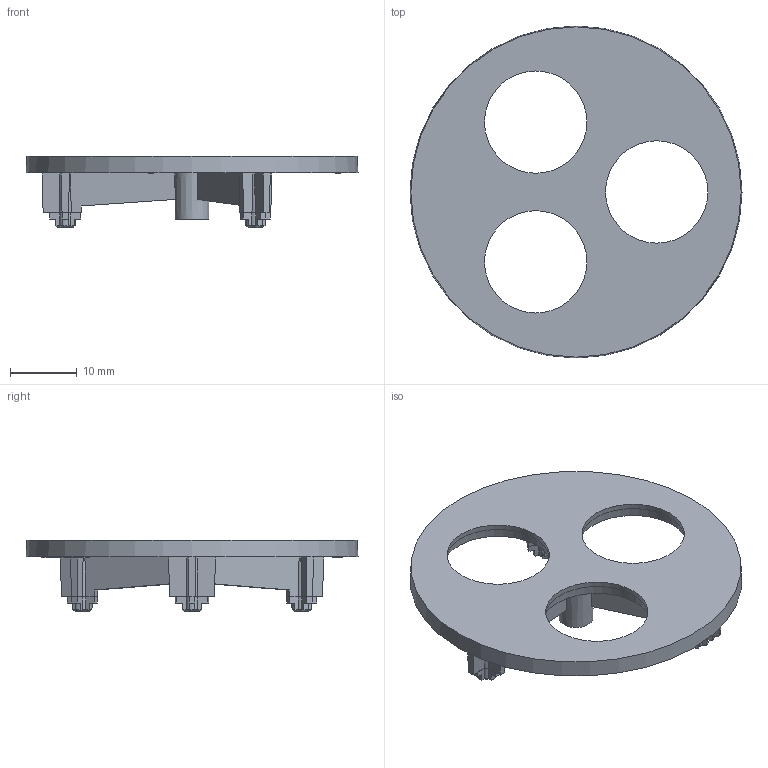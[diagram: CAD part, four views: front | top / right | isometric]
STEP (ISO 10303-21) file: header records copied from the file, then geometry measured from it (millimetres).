
FILE_DESCRIPTION(('STEP AP242'),'1');
FILE_NAME('ENS HOLDER TRI COLLIMATEURS LED CREE XRE.stp','2021-03-30T11:56:46',(' '),(' '),'Spatial InterOp 3D',' ',' ');
FILE_SCHEMA(('AP242_MANAGED_MODEL_BASED_3D_ENGINEERING_MIM_LF {1 0 10303 442 1 1 4}'));
Length unit declared in the file: millimetre
Products named in the file (1): ENS HOLDER TRI COLLIMATEURS LED CREE XRE
Bounding box: 49.8 x 49.8 x 10.71 mm (x, y, z)
Volume: 3858 mm3; surface area: 4501.6 mm2
Topology: 1 solids, 1 shells, 379 faces, 980 edges, 631 vertices
Faces by surface type: plane 262, cone 57, cylinder 29, bspline 18, extrusion 12, sphere 1
Full cylindrical faces by diameter (mm): 2.488 x1, 2.985 x1
Entity records: 16256 total; most frequent: CARTESIAN_POINT 4218, ORIENTED_EDGE 1936, DIRECTION 1698, EDGE_CURVE 968, VECTOR 634, VERTEX_POINT 628, LINE 622, AXIS2_PLACEMENT_3D 532
